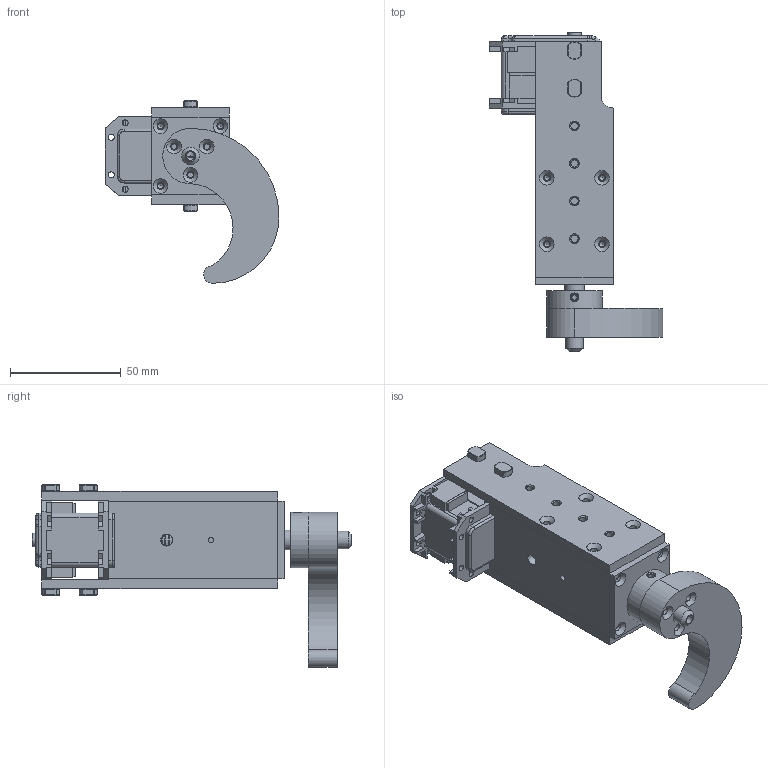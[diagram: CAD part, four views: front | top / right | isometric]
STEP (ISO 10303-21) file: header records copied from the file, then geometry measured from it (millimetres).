
FILE_DESCRIPTION(/* description */ ('Unknown'),/* implementation_level */ '2;1');
FILE_NAME(/* name */ 'full_leg_assemble',/* time_stamp */ '2020-12-13T10:22:46+03:00',/* author */ ('Unknown'),/* organization */ ('Unknown'),/* preprocessor_version */ 'ST-DEVELOPER v16.7',/* originating_system */ 'Solid Edge',/* authorisation */ 'Unknown');
FILE_SCHEMA (('AUTOMOTIVE_DESIGN {1 0 10303 214 3 1 1}'));
Length unit declared in the file: millimetre
Products named in the file (17): full_leg_assemble; MX-28T_R v1; Disk; Shaft; Shaft box; Shaft cap; Plate down; Plate; Current collector; Spacer; Spacer with a hole; Bearing; Bearing (1); Disk lapka; Lapka; Pipka; Nut M2.5
Assembly tree (22 placements, depth 2):
  full_leg_assemble
    MX-28T_R v1
    Disk
    Shaft
    Shaft box
    Shaft cap
    Plate down
    Plate
    Current collector
    Spacer
    Spacer with a hole
    Bearing
    Bearing (1)
    Disk lapka
    Lapka
    Pipka  x4
    Nut M2.5  x4
Bounding box: 78.6 x 144.25 x 82.5 mm (x, y, z)
Volume: 187399 mm3; surface area: 76165 mm2
Topology: 22 solids, 22 shells, 805 faces, 1952 edges, 1211 vertices
Faces by surface type: plane 418, cylinder 199, cone 169, torus 10, bspline 9
Full cylindrical faces by diameter (mm): 2.05 x4, 2.075 x8, 2.459 x1, 2.5 x33, 2.7 x24, 3 x1, 3.2 x16, 3.3 x12, 4 x6, 4.137 x4, 5 x1, 5.7 x2, 6 x1, 8 x6, 8.8 x1, 9 x7, 10 x1, 11 x1, 13 x1, 16 x1, 17 x2, 20 x1, 22 x2, 25 x3, 28 x4
Entity records: 20960 total; most frequent: CARTESIAN_POINT 4057, DIRECTION 3104, ORIENTED_EDGE 2734, EDGE_CURVE 1367, AXIS2_PLACEMENT_3D 1134, FACE_BOUND 1067, EDGE_LOOP 1051, VERTEX_POINT 996
